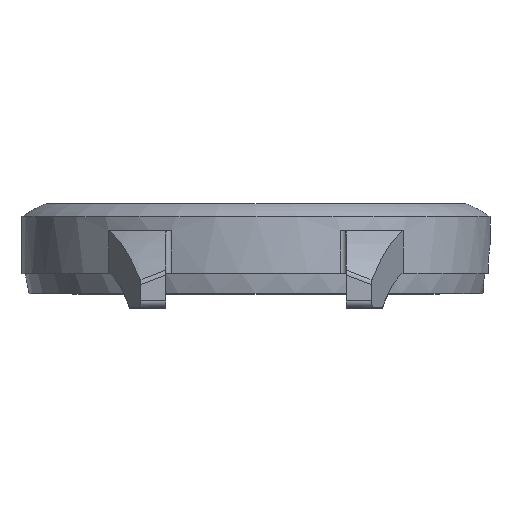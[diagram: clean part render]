
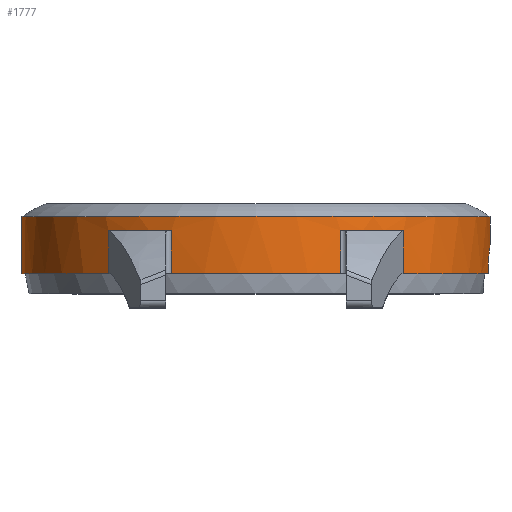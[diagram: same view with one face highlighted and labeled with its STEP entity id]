
A CAD part, top view. The second image highlights one B-rep face of the part: STEP entity #1777.
In plain terms, the highlighted cylindrical face has radius 18.25 mm (diameter 36.5 mm), a partial arc.
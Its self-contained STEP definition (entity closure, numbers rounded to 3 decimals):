
#86=CARTESIAN_POINT('',(0.,-1.,0.));
#87=DIRECTION('',(0.,1.,0.));
#88=DIRECTION('',(-1.,0.,0.));
#89=AXIS2_PLACEMENT_3D('',#86,#87,#88);
#96=CARTESIAN_POINT('',(18.25,-3.15,0.));
#97=CARTESIAN_POINT('',(18.25,-3.15,0.169));
#98=CARTESIAN_POINT('',(18.245,-3.188,0.491));
#99=CARTESIAN_POINT('',(18.228,-3.332,0.923));
#100=CARTESIAN_POINT('',(18.204,-3.552,1.308));
#101=CARTESIAN_POINT('',(18.177,-3.834,1.635));
#102=CARTESIAN_POINT('',(18.15,-4.185,1.911));
#103=CARTESIAN_POINT('',(18.127,-4.584,2.113));
#104=CARTESIAN_POINT('',(18.113,-5.029,2.234));
#105=CARTESIAN_POINT('',(18.11,-5.31,2.253));
#106=CARTESIAN_POINT('',(18.111,-5.45,2.249));
#108=CARTESIAN_POINT('',(0.,-5.45,0.));
#109=DIRECTION('',(0.,-1.,0.));
#110=DIRECTION('',(0.992,0.,0.123));
#111=AXIS2_PLACEMENT_3D('',#108,#109,#110);
#113=DIRECTION('',(0.,1.,0.));
#114=VECTOR('',#113,3.35);
#115=CARTESIAN_POINT('',(6.616,-5.45,17.008));
#116=LINE('',#115,#114);
#117=DIRECTION('',(0.,1.,0.));
#118=VECTOR('',#117,3.35);
#119=CARTESIAN_POINT('',(-6.616,-5.45,17.008));
#120=LINE('',#119,#118);
#121=CARTESIAN_POINT('',(0.,-5.45,0.));
#122=DIRECTION('',(0.,1.,0.));
#123=DIRECTION('',(-1.,0.,0.));
#124=AXIS2_PLACEMENT_3D('',#121,#122,#123);
#126=DIRECTION('',(0.,1.,0.));
#127=VECTOR('',#126,2.15);
#128=CARTESIAN_POINT('',(18.25,-3.15,0.));
#129=LINE('',#128,#127);
#130=DIRECTION('',(0.,1.,0.));
#131=VECTOR('',#130,4.45);
#132=CARTESIAN_POINT('',(-18.25,-5.45,0.));
#133=LINE('',#132,#131);
#164=CARTESIAN_POINT('',(0.,-5.45,0.));
#165=DIRECTION('',(0.,-1.,0.));
#166=DIRECTION('',(0.363,0.,0.932));
#167=AXIS2_PLACEMENT_3D('',#164,#165,#166);
#214=DIRECTION('',(0.,-1.,0.));
#215=VECTOR('',#214,3.35);
#216=CARTESIAN_POINT('',(-11.5,-2.1,14.171));
#217=LINE('',#216,#215);
#241=CARTESIAN_POINT('',(0.,-2.1,0.));
#242=DIRECTION('',(0.,1.,0.));
#243=DIRECTION('',(-0.63,0.,0.776));
#244=AXIS2_PLACEMENT_3D('',#241,#242,#243);
#430=CARTESIAN_POINT('',(0.,-2.1,0.));
#431=DIRECTION('',(0.,-1.,0.));
#432=DIRECTION('',(0.63,0.,0.776));
#433=AXIS2_PLACEMENT_3D('',#430,#431,#432);
#464=DIRECTION('',(0.,-1.,0.));
#465=VECTOR('',#464,3.35);
#466=CARTESIAN_POINT('',(11.5,-2.1,14.171));
#467=LINE('',#466,#465);
#1365=CARTESIAN_POINT('',(18.25,-3.15,0.));
#1366=CARTESIAN_POINT('',(18.25,-1.,0.));
#1367=VERTEX_POINT('',#1365);
#1368=VERTEX_POINT('',#1366);
#1395=CARTESIAN_POINT('',(-18.25,-5.45,0.));
#1396=CARTESIAN_POINT('',(-18.25,-1.,0.));
#1397=VERTEX_POINT('',#1395);
#1398=VERTEX_POINT('',#1396);
#1433=CARTESIAN_POINT('',(6.616,-5.45,17.008));
#1434=CARTESIAN_POINT('',(6.616,-2.1,17.008));
#1435=VERTEX_POINT('',#1433);
#1436=VERTEX_POINT('',#1434);
#1457=CARTESIAN_POINT('',(18.111,-5.45,2.249));
#1459=VERTEX_POINT('',#1457);
#1461=CARTESIAN_POINT('',(11.5,-5.45,14.171));
#1462=VERTEX_POINT('',#1461);
#1467=CARTESIAN_POINT('',(11.5,-2.1,14.171));
#1468=VERTEX_POINT('',#1467);
#1532=CARTESIAN_POINT('',(-11.5,-5.45,14.171));
#1534=VERTEX_POINT('',#1532);
#1549=CARTESIAN_POINT('',(-6.616,-5.45,17.008));
#1551=VERTEX_POINT('',#1549);
#1585=CARTESIAN_POINT('',(-11.5,-2.1,14.171));
#1586=VERTEX_POINT('',#1585);
#1588=CARTESIAN_POINT('',(-6.616,-2.1,17.008));
#1589=VERTEX_POINT('',#1588);
#1745=CARTESIAN_POINT('',(0.,0.,0.));
#1746=DIRECTION('',(0.,-1.,0.));
#1747=DIRECTION('',(1.,0.,0.));
#1748=AXIS2_PLACEMENT_3D('',#1745,#1746,#1747);
#1749=CYLINDRICAL_SURFACE('',#1748,18.25);
#1751=ORIENTED_EDGE('',*,*,#1750,.F.);
#1753=ORIENTED_EDGE('',*,*,#1752,.T.);
#1755=ORIENTED_EDGE('',*,*,#1754,.T.);
#1757=ORIENTED_EDGE('',*,*,#1756,.F.);
#1759=ORIENTED_EDGE('',*,*,#1758,.T.);
#1761=ORIENTED_EDGE('',*,*,#1760,.F.);
#1763=ORIENTED_EDGE('',*,*,#1762,.T.);
#1765=ORIENTED_EDGE('',*,*,#1764,.T.);
#1767=ORIENTED_EDGE('',*,*,#1766,.F.);
#1769=ORIENTED_EDGE('',*,*,#1768,.T.);
#1771=ORIENTED_EDGE('',*,*,#1770,.F.);
#1773=ORIENTED_EDGE('',*,*,#1772,.T.);
#1774=ORIENTED_EDGE('',*,*,#1738,.T.);
#1775=EDGE_LOOP('',(#1751,#1753,#1755,#1757,#1759,#1761,#1763,#1765,#1767,#1769,
#1771,#1773,#1774));
#1776=FACE_OUTER_BOUND('',#1775,.F.);
#1777=ADVANCED_FACE('',(#1776),#1749,.T.);
#90=CIRCLE('',#89,18.25);
#107=B_SPLINE_CURVE_WITH_KNOTS('',3,(#96,#97,#98,#99,#100,#101,#102,#103,#104,
#105,#106),.UNSPECIFIED.,.F.,.F.,(4,1,1,1,1,1,1,1,4),(0.,0.125,0.25,
0.375,0.5,0.625,0.75,0.875,1.),.UNSPECIFIED.);
#112=CIRCLE('',#111,18.25);
#125=CIRCLE('',#124,18.25);
#168=CIRCLE('',#167,18.25);
#245=CIRCLE('',#244,18.25);
#434=CIRCLE('',#433,18.25);
#1738=EDGE_CURVE('',#1398,#1368,#90,.T.);
#1750=EDGE_CURVE('',#1367,#1368,#129,.T.);
#1752=EDGE_CURVE('',#1367,#1459,#107,.T.);
#1754=EDGE_CURVE('',#1459,#1462,#112,.T.);
#1756=EDGE_CURVE('',#1468,#1462,#467,.T.);
#1758=EDGE_CURVE('',#1468,#1436,#434,.T.);
#1760=EDGE_CURVE('',#1435,#1436,#116,.T.);
#1762=EDGE_CURVE('',#1435,#1551,#168,.T.);
#1764=EDGE_CURVE('',#1551,#1589,#120,.T.);
#1766=EDGE_CURVE('',#1586,#1589,#245,.T.);
#1768=EDGE_CURVE('',#1586,#1534,#217,.T.);
#1770=EDGE_CURVE('',#1397,#1534,#125,.T.);
#1772=EDGE_CURVE('',#1397,#1398,#133,.T.);
